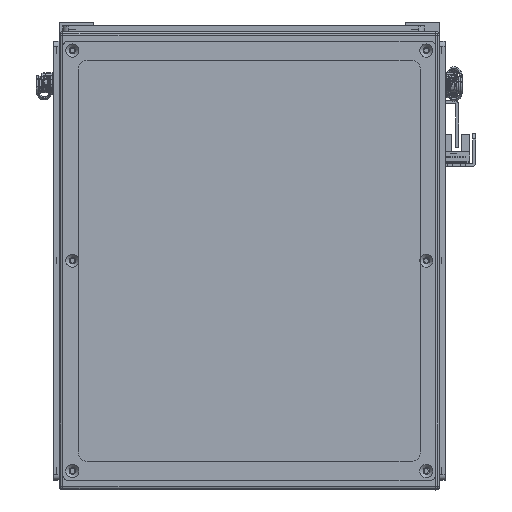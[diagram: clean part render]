
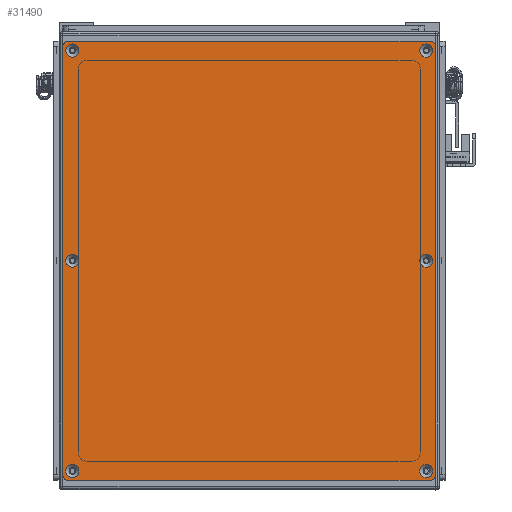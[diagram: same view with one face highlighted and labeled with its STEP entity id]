
A CAD part, front view. The second image highlights one B-rep face of the part: STEP entity #31490.
In plain terms, the highlighted planar face has unit normal (0, -1, 0).
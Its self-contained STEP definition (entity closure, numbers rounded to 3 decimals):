
#1059=FACE_BOUND('',#7834,.T.);
#1060=FACE_BOUND('',#7835,.T.);
#1061=FACE_BOUND('',#7836,.T.);
#1062=FACE_BOUND('',#7837,.T.);
#1063=FACE_BOUND('',#7838,.T.);
#1064=FACE_BOUND('',#7839,.T.);
#3355=CIRCLE('',#34969,3.45);
#3358=CIRCLE('',#34974,3.45);
#3361=CIRCLE('',#34979,3.45);
#3364=CIRCLE('',#34984,3.45);
#3367=CIRCLE('',#34989,3.45);
#3370=CIRCLE('',#34994,3.45);
#3373=CIRCLE('',#34999,3.);
#3375=CIRCLE('',#35002,3.);
#3376=CIRCLE('',#35003,3.);
#3377=CIRCLE('',#35004,3.);
#5801=FACE_OUTER_BOUND('',#7833,.T.);
#7833=EDGE_LOOP('',(#28992,#28993,#28994,#28995,#28996,#28997,#28998,#28999));
#7834=EDGE_LOOP('',(#29000));
#7835=EDGE_LOOP('',(#29001));
#7836=EDGE_LOOP('',(#29002));
#7837=EDGE_LOOP('',(#29003));
#7838=EDGE_LOOP('',(#29004));
#7839=EDGE_LOOP('',(#29005));
#10410=LINE('',#55874,#12972);
#10411=LINE('',#55878,#12973);
#10412=LINE('',#55882,#12974);
#10413=LINE('',#55885,#12975);
#12972=VECTOR('',#43821,10.);
#12973=VECTOR('',#43824,10.);
#12974=VECTOR('',#43827,10.);
#12975=VECTOR('',#43830,10.);
#15894=VERTEX_POINT('',#55804);
#15897=VERTEX_POINT('',#55814);
#15900=VERTEX_POINT('',#55824);
#15903=VERTEX_POINT('',#55834);
#15906=VERTEX_POINT('',#55844);
#15909=VERTEX_POINT('',#55854);
#15912=VERTEX_POINT('',#55864);
#15913=VERTEX_POINT('',#55865);
#15916=VERTEX_POINT('',#55873);
#15917=VERTEX_POINT('',#55875);
#15918=VERTEX_POINT('',#55877);
#15919=VERTEX_POINT('',#55879);
#15920=VERTEX_POINT('',#55881);
#15921=VERTEX_POINT('',#55883);
#20256=EDGE_CURVE('',#15894,#15894,#3355,.T.);
#20261=EDGE_CURVE('',#15897,#15897,#3358,.T.);
#20266=EDGE_CURVE('',#15900,#15900,#3361,.T.);
#20271=EDGE_CURVE('',#15903,#15903,#3364,.T.);
#20276=EDGE_CURVE('',#15906,#15906,#3367,.T.);
#20281=EDGE_CURVE('',#15909,#15909,#3370,.T.);
#20286=EDGE_CURVE('',#15912,#15913,#3373,.T.);
#20290=EDGE_CURVE('',#15912,#15916,#10410,.T.);
#20291=EDGE_CURVE('',#15917,#15916,#3375,.T.);
#20292=EDGE_CURVE('',#15917,#15918,#10411,.T.);
#20293=EDGE_CURVE('',#15919,#15918,#3376,.T.);
#20294=EDGE_CURVE('',#15919,#15920,#10412,.T.);
#20295=EDGE_CURVE('',#15921,#15920,#3377,.T.);
#20296=EDGE_CURVE('',#15921,#15913,#10413,.T.);
#28992=ORIENTED_EDGE('',*,*,#20286,.F.);
#28993=ORIENTED_EDGE('',*,*,#20290,.T.);
#28994=ORIENTED_EDGE('',*,*,#20291,.F.);
#28995=ORIENTED_EDGE('',*,*,#20292,.T.);
#28996=ORIENTED_EDGE('',*,*,#20293,.F.);
#28997=ORIENTED_EDGE('',*,*,#20294,.T.);
#28998=ORIENTED_EDGE('',*,*,#20295,.F.);
#28999=ORIENTED_EDGE('',*,*,#20296,.T.);
#29000=ORIENTED_EDGE('',*,*,#20256,.T.);
#29001=ORIENTED_EDGE('',*,*,#20261,.T.);
#29002=ORIENTED_EDGE('',*,*,#20266,.T.);
#29003=ORIENTED_EDGE('',*,*,#20271,.T.);
#29004=ORIENTED_EDGE('',*,*,#20276,.T.);
#29005=ORIENTED_EDGE('',*,*,#20281,.T.);
#29930=PLANE('',#35001);
#31490=ADVANCED_FACE('',(#5801,#1059,#1060,#1061,#1062,#1063,#1064),#29930,
 .T.);
#34969=AXIS2_PLACEMENT_3D('',#55805,#43741,#43742);
#34974=AXIS2_PLACEMENT_3D('',#55815,#43753,#43754);
#34979=AXIS2_PLACEMENT_3D('',#55825,#43765,#43766);
#34984=AXIS2_PLACEMENT_3D('',#55835,#43777,#43778);
#34989=AXIS2_PLACEMENT_3D('',#55845,#43789,#43790);
#34994=AXIS2_PLACEMENT_3D('',#55855,#43801,#43802);
#34999=AXIS2_PLACEMENT_3D('',#55866,#43813,#43814);
#35001=AXIS2_PLACEMENT_3D('',#55872,#43819,#43820);
#35002=AXIS2_PLACEMENT_3D('',#55876,#43822,#43823);
#35003=AXIS2_PLACEMENT_3D('',#55880,#43825,#43826);
#35004=AXIS2_PLACEMENT_3D('',#55884,#43828,#43829);
#43741=DIRECTION('center_axis',(0.,1.,0.));
#43742=DIRECTION('ref_axis',(1.,0.,0.));
#43753=DIRECTION('center_axis',(0.,1.,0.));
#43754=DIRECTION('ref_axis',(1.,0.,0.));
#43765=DIRECTION('center_axis',(0.,1.,0.));
#43766=DIRECTION('ref_axis',(1.,0.,0.));
#43777=DIRECTION('center_axis',(0.,1.,0.));
#43778=DIRECTION('ref_axis',(1.,0.,0.));
#43789=DIRECTION('center_axis',(0.,1.,0.));
#43790=DIRECTION('ref_axis',(1.,0.,0.));
#43801=DIRECTION('center_axis',(0.,1.,0.));
#43802=DIRECTION('ref_axis',(1.,0.,0.));
#43813=DIRECTION('center_axis',(0.,1.,0.));
#43814=DIRECTION('ref_axis',(-0.707,0.,0.707));
#43819=DIRECTION('center_axis',(0.,-1.,0.));
#43820=DIRECTION('ref_axis',(0.,0.,-1.));
#43821=DIRECTION('',(0.,0.,-1.));
#43822=DIRECTION('center_axis',(0.,1.,0.));
#43823=DIRECTION('ref_axis',(-0.707,0.,-0.707));
#43824=DIRECTION('',(1.,0.,0.));
#43825=DIRECTION('center_axis',(0.,1.,0.));
#43826=DIRECTION('ref_axis',(0.707,0.,-0.707));
#43827=DIRECTION('',(0.,0.,1.));
#43828=DIRECTION('center_axis',(0.,1.,0.));
#43829=DIRECTION('ref_axis',(0.707,0.,0.707));
#43830=DIRECTION('',(-1.,0.,0.));
#55804=CARTESIAN_POINT('',(107.05,-1.5,93.));
#55805=CARTESIAN_POINT('Origin',(110.5,-1.5,93.));
#55814=CARTESIAN_POINT('',(-3.45,-1.5,93.));
#55815=CARTESIAN_POINT('Origin',(0.,-1.5,93.));
#55824=CARTESIAN_POINT('',(-113.95,-1.5,93.));
#55825=CARTESIAN_POINT('Origin',(-110.5,-1.5,93.));
#55834=CARTESIAN_POINT('',(-113.95,-1.5,-93.));
#55835=CARTESIAN_POINT('Origin',(-110.5,-1.5,-93.));
#55844=CARTESIAN_POINT('',(-3.45,-1.5,-93.));
#55845=CARTESIAN_POINT('Origin',(0.,-1.5,-93.));
#55854=CARTESIAN_POINT('',(107.05,-1.5,-93.));
#55855=CARTESIAN_POINT('Origin',(110.5,-1.5,-93.));
#55864=CARTESIAN_POINT('',(-115.5,-1.5,95.));
#55865=CARTESIAN_POINT('',(-112.5,-1.5,98.));
#55866=CARTESIAN_POINT('Origin',(-112.5,-1.5,95.));
#55872=CARTESIAN_POINT('Origin',(0.,-1.5,0.));
#55873=CARTESIAN_POINT('',(-115.5,-1.5,-95.));
#55874=CARTESIAN_POINT('',(-115.5,-1.5,98.));
#55875=CARTESIAN_POINT('',(-112.5,-1.5,-98.));
#55876=CARTESIAN_POINT('Origin',(-112.5,-1.5,-95.));
#55877=CARTESIAN_POINT('',(112.5,-1.5,-98.));
#55878=CARTESIAN_POINT('',(-115.5,-1.5,-98.));
#55879=CARTESIAN_POINT('',(115.5,-1.5,-95.));
#55880=CARTESIAN_POINT('Origin',(112.5,-1.5,-95.));
#55881=CARTESIAN_POINT('',(115.5,-1.5,95.));
#55882=CARTESIAN_POINT('',(115.5,-1.5,-98.));
#55883=CARTESIAN_POINT('',(112.5,-1.5,98.));
#55884=CARTESIAN_POINT('Origin',(112.5,-1.5,95.));
#55885=CARTESIAN_POINT('',(115.5,-1.5,98.));
